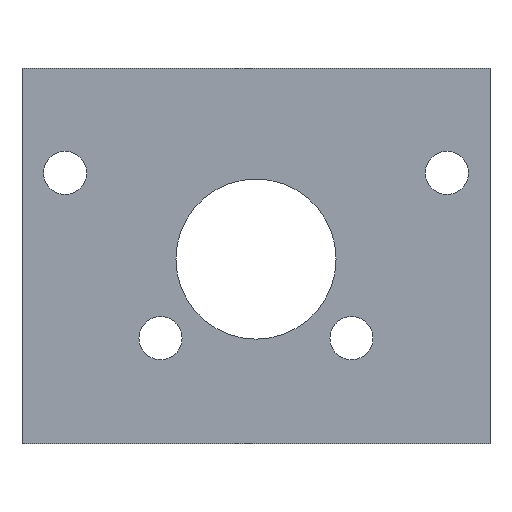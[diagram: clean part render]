
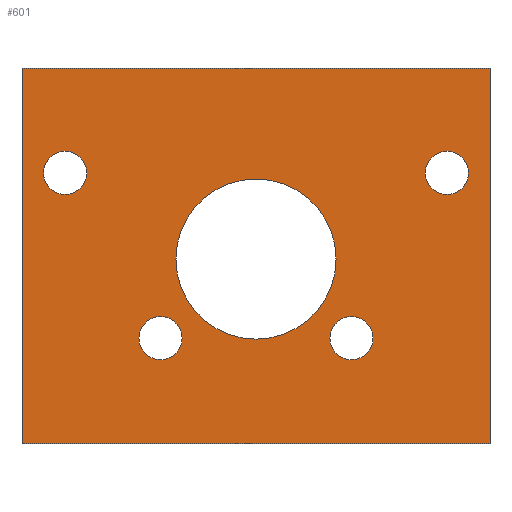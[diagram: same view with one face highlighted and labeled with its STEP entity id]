
A CAD part, left-side view. The second image highlights one B-rep face of the part: STEP entity #601.
In plain terms, the highlighted planar face has unit normal (-1, 0, 0).
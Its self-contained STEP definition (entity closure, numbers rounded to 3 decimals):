
#32=FACE_BOUND('',#122,.T.);
#33=FACE_BOUND('',#123,.T.);
#34=FACE_BOUND('',#124,.T.);
#35=FACE_BOUND('',#125,.T.);
#36=FACE_BOUND('',#126,.T.);
#50=PLANE('',#671);
#79=FACE_OUTER_BOUND('',#121,.T.);
#121=EDGE_LOOP('',(#541,#542,#543,#544));
#122=EDGE_LOOP('',(#545));
#123=EDGE_LOOP('',(#546));
#124=EDGE_LOOP('',(#547));
#125=EDGE_LOOP('',(#548));
#126=EDGE_LOOP('',(#549));
#167=LINE('',#979,#222);
#181=LINE('',#1006,#236);
#182=LINE('',#1008,#237);
#183=LINE('',#1009,#238);
#222=VECTOR('',#813,10.);
#236=VECTOR('',#835,10.);
#237=VECTOR('',#838,10.);
#238=VECTOR('',#839,10.);
#240=CIRCLE('',#621,1.75);
#242=CIRCLE('',#624,1.75);
#244=CIRCLE('',#627,1.75);
#246=CIRCLE('',#630,1.75);
#248=CIRCLE('',#633,6.5);
#266=VERTEX_POINT('',#851);
#268=VERTEX_POINT('',#857);
#270=VERTEX_POINT('',#863);
#272=VERTEX_POINT('',#869);
#274=VERTEX_POINT('',#875);
#307=VERTEX_POINT('',#975);
#309=VERTEX_POINT('',#978);
#317=VERTEX_POINT('',#1002);
#318=VERTEX_POINT('',#1004);
#321=EDGE_CURVE('',#266,#266,#240,.T.);
#324=EDGE_CURVE('',#268,#268,#242,.T.);
#327=EDGE_CURVE('',#270,#270,#244,.T.);
#330=EDGE_CURVE('',#272,#272,#246,.T.);
#333=EDGE_CURVE('',#274,#274,#248,.T.);
#383=EDGE_CURVE('',#307,#309,#167,.T.);
#397=EDGE_CURVE('',#317,#318,#181,.T.);
#398=EDGE_CURVE('',#307,#317,#182,.T.);
#399=EDGE_CURVE('',#309,#318,#183,.T.);
#541=ORIENTED_EDGE('',*,*,#398,.T.);
#542=ORIENTED_EDGE('',*,*,#397,.T.);
#543=ORIENTED_EDGE('',*,*,#399,.F.);
#544=ORIENTED_EDGE('',*,*,#383,.F.);
#545=ORIENTED_EDGE('',*,*,#321,.T.);
#546=ORIENTED_EDGE('',*,*,#324,.T.);
#547=ORIENTED_EDGE('',*,*,#327,.T.);
#548=ORIENTED_EDGE('',*,*,#330,.T.);
#549=ORIENTED_EDGE('',*,*,#333,.T.);
#601=ADVANCED_FACE('',(#79,#32,#33,#34,#35,#36),#50,.T.);
#621=AXIS2_PLACEMENT_3D('',#853,#684,#685);
#624=AXIS2_PLACEMENT_3D('',#859,#691,#692);
#627=AXIS2_PLACEMENT_3D('',#865,#698,#699);
#630=AXIS2_PLACEMENT_3D('',#871,#705,#706);
#633=AXIS2_PLACEMENT_3D('',#877,#712,#713);
#671=AXIS2_PLACEMENT_3D('',#1007,#836,#837);
#684=DIRECTION('center_axis',(1.,0.,0.));
#685=DIRECTION('ref_axis',(0.,1.,0.));
#691=DIRECTION('center_axis',(1.,0.,0.));
#692=DIRECTION('ref_axis',(0.,1.,0.));
#698=DIRECTION('center_axis',(1.,0.,0.));
#699=DIRECTION('ref_axis',(0.,1.,0.));
#705=DIRECTION('center_axis',(1.,0.,0.));
#706=DIRECTION('ref_axis',(0.,1.,0.));
#712=DIRECTION('center_axis',(1.,0.,0.));
#713=DIRECTION('ref_axis',(0.,1.,0.));
#813=DIRECTION('',(0.,1.,0.));
#835=DIRECTION('',(0.,1.,0.));
#836=DIRECTION('center_axis',(-1.,0.,0.));
#837=DIRECTION('ref_axis',(0.,0.,1.));
#838=DIRECTION('',(0.,0.,1.));
#839=DIRECTION('',(0.,0.,1.));
#851=CARTESIAN_POINT('',(0.,25.,8.577));
#853=CARTESIAN_POINT('Origin',(0.,26.75,8.577));
#857=CARTESIAN_POINT('',(0.,9.5,8.577));
#859=CARTESIAN_POINT('Origin',(0.,11.25,8.577));
#863=CARTESIAN_POINT('',(0.,32.75,22.));
#865=CARTESIAN_POINT('Origin',(0.,34.5,22.));
#869=CARTESIAN_POINT('',(0.,1.75,22.));
#871=CARTESIAN_POINT('Origin',(0.,3.5,22.));
#875=CARTESIAN_POINT('',(0.,12.5,15.));
#877=CARTESIAN_POINT('Origin',(0.,19.,15.));
#975=CARTESIAN_POINT('',(0.,0.,0.));
#978=CARTESIAN_POINT('',(0.,38.,0.));
#979=CARTESIAN_POINT('',(0.,0.,0.));
#1002=CARTESIAN_POINT('',(0.,0.,30.5));
#1004=CARTESIAN_POINT('',(0.,38.,30.5));
#1006=CARTESIAN_POINT('',(0.,0.,30.5));
#1007=CARTESIAN_POINT('Origin',(0.,0.,0.));
#1008=CARTESIAN_POINT('',(0.,0.,0.));
#1009=CARTESIAN_POINT('',(0.,38.,0.));
